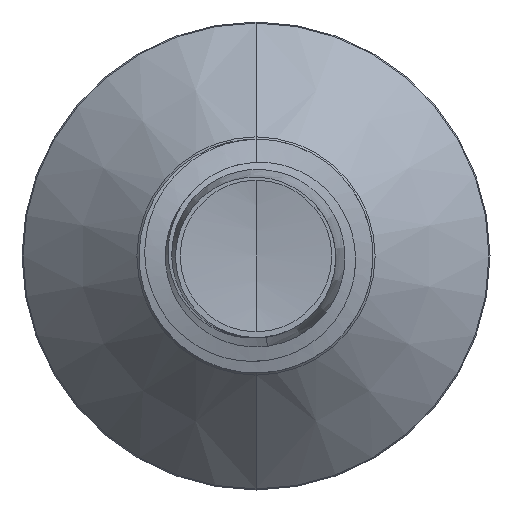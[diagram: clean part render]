
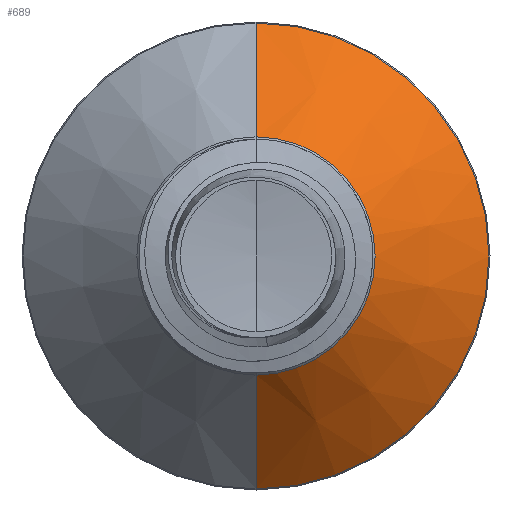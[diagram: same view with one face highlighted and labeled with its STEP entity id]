
A CAD part, front view. The second image highlights one B-rep face of the part: STEP entity #689.
In plain terms, the highlighted conical face has half-angle 45 degrees and reference radius 1.782 mm.
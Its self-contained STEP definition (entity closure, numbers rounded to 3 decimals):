
#106 = CIRCLE ( 'NONE', #5848, 3.485 ) ;
#116 = CONICAL_SURFACE ( 'NONE', #366, 1.782, 0.785 ) ;
#237 = VECTOR ( 'NONE', #4980, 1000. ) ;
#366 = AXIS2_PLACEMENT_3D ( 'NONE', #1904, #2773, #5348 ) ;
#689 = ADVANCED_FACE ( 'NONE', ( #5140 ), #116, .T. ) ;
#782 = CARTESIAN_POINT ( 'NONE',  ( 0., 2.132, 1.782 ) ) ;
#945 = ORIENTED_EDGE ( 'NONE', *, *, #2109, .F. ) ;
#1072 = VERTEX_POINT ( 'NONE', #3344 ) ;
#1425 = EDGE_CURVE ( 'NONE', #10154, #7964, #6406, .T. ) ;
#1690 = CARTESIAN_POINT ( 'NONE',  ( 0., 3.835, 0. ) ) ;
#1873 = EDGE_CURVE ( 'NONE', #7964, #10100, #9098, .T. ) ;
#1904 = CARTESIAN_POINT ( 'NONE',  ( 0., 2.132, 0. ) ) ;
#2109 = EDGE_CURVE ( 'NONE', #1072, #10100, #106, .T. ) ;
#2562 = DIRECTION ( 'NONE',  ( 0., 0., 1. ) ) ;
#2773 = DIRECTION ( 'NONE',  ( 0., 1., 0. ) ) ;
#2950 = EDGE_CURVE ( 'NONE', #10154, #1072, #4750, .T. ) ;
#2975 = ORIENTED_EDGE ( 'NONE', *, *, #2950, .F. ) ;
#3344 = CARTESIAN_POINT ( 'NONE',  ( 0., 3.835, 3.485 ) ) ;
#4077 = CARTESIAN_POINT ( 'NONE',  ( 0., 2.132, 0. ) ) ;
#4085 = CARTESIAN_POINT ( 'NONE',  ( 0., 2.132, -1.782 ) ) ;
#4750 = LINE ( 'NONE', #10453, #237 ) ;
#4889 = DIRECTION ( 'NONE',  ( 0., 0., 1. ) ) ;
#4980 = DIRECTION ( 'NONE',  ( 0., 0.707, 0.707 ) ) ;
#5140 = FACE_OUTER_BOUND ( 'NONE', #9138, .T. ) ;
#5285 = DIRECTION ( 'NONE',  ( 0., 0.707, -0.707 ) ) ;
#5348 = DIRECTION ( 'NONE',  ( 0., 0., 1. ) ) ;
#5848 = AXIS2_PLACEMENT_3D ( 'NONE', #1690, #7461, #2562 ) ;
#5871 = AXIS2_PLACEMENT_3D ( 'NONE', #4077, #9627, #4889 ) ;
#6406 = CIRCLE ( 'NONE', #5871, 1.782 ) ;
#6842 = CARTESIAN_POINT ( 'NONE',  ( 0., 2.132, -1.782 ) ) ;
#7028 = VECTOR ( 'NONE', #5285, 1000. ) ;
#7461 = DIRECTION ( 'NONE',  ( 0., 1., 0. ) ) ;
#7794 = ORIENTED_EDGE ( 'NONE', *, *, #1425, .T. ) ;
#7964 = VERTEX_POINT ( 'NONE', #4085 ) ;
#9098 = LINE ( 'NONE', #6842, #7028 ) ;
#9138 = EDGE_LOOP ( 'NONE', ( #7794, #9636, #945, #2975 ) ) ;
#9627 = DIRECTION ( 'NONE',  ( 0., 1., 0. ) ) ;
#9636 = ORIENTED_EDGE ( 'NONE', *, *, #1873, .T. ) ;
#10100 = VERTEX_POINT ( 'NONE', #10515 ) ;
#10154 = VERTEX_POINT ( 'NONE', #782 ) ;
#10453 = CARTESIAN_POINT ( 'NONE',  ( 0., 2.132, 1.782 ) ) ;
#10515 = CARTESIAN_POINT ( 'NONE',  ( 0., 3.835, -3.485 ) ) ;
